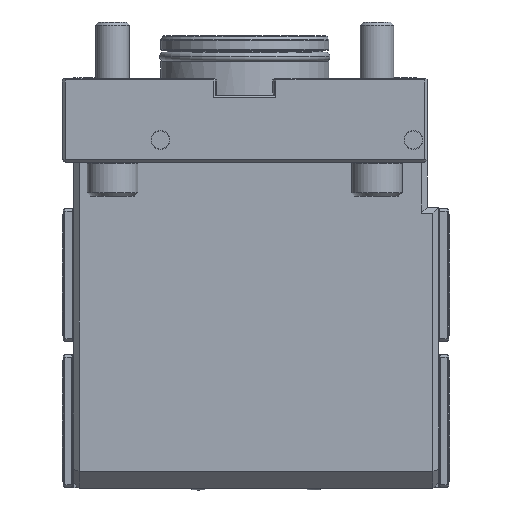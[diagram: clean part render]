
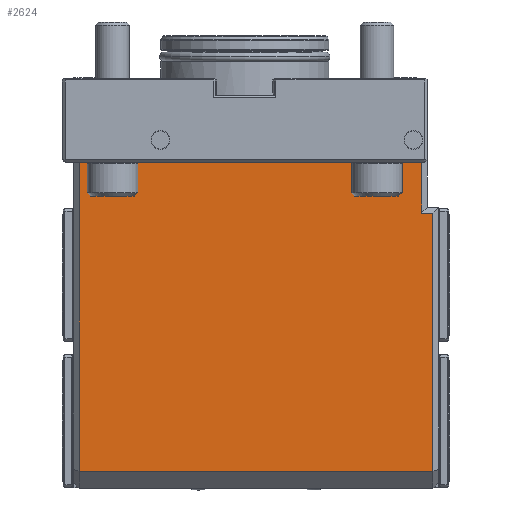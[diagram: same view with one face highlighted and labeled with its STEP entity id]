
A CAD part, front view. The second image highlights one B-rep face of the part: STEP entity #2624.
In plain terms, the highlighted planar face has unit normal (0, -1, 0).
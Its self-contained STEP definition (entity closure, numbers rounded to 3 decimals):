
#713=LINE('',#15597,#1433);
#720=LINE('',#15609,#1440);
#740=LINE('',#15657,#1460);
#757=LINE('',#15691,#1477);
#811=LINE('',#15830,#1531);
#812=LINE('',#15831,#1532);
#1433=VECTOR('',#11442,1.);
#1440=VECTOR('',#11451,1.);
#1460=VECTOR('',#11491,1.);
#1477=VECTOR('',#11528,1.);
#1531=VECTOR('',#11666,1.);
#1532=VECTOR('',#11667,1.);
#2624=ADVANCED_FACE('',(#3360),#2996,.F.);
#2996=PLANE('',#9399);
#3360=FACE_OUTER_BOUND('',#4043,.T.);
#4043=EDGE_LOOP('',(#6155,#6156,#6157,#6158,#6159,#6160));
#6155=ORIENTED_EDGE('',*,*,#8215,.T.);
#6156=ORIENTED_EDGE('',*,*,#8131,.T.);
#6157=ORIENTED_EDGE('',*,*,#8216,.T.);
#6158=ORIENTED_EDGE('',*,*,#8148,.T.);
#6159=ORIENTED_EDGE('',*,*,#8109,.T.);
#6160=ORIENTED_EDGE('',*,*,#8102,.T.);
#7047=VERTEX_POINT('',#15592);
#7049=VERTEX_POINT('',#15596);
#7050=VERTEX_POINT('',#15600);
#7068=VERTEX_POINT('',#15651);
#7071=VERTEX_POINT('',#15656);
#7079=VERTEX_POINT('',#15692);
#8102=EDGE_CURVE('',#7047,#7049,#713,.T.);
#8109=EDGE_CURVE('',#7050,#7047,#720,.T.);
#8131=EDGE_CURVE('',#7068,#7071,#740,.T.);
#8148=EDGE_CURVE('',#7079,#7050,#757,.T.);
#8215=EDGE_CURVE('',#7049,#7068,#811,.T.);
#8216=EDGE_CURVE('',#7071,#7079,#812,.T.);
#9399=AXIS2_PLACEMENT_3D('',#15832,#11668,#11669);
#11442=DIRECTION('',(0.,0.,-1.));
#11451=DIRECTION('',(-1.,0.,0.));
#11491=DIRECTION('',(0.,0.,1.));
#11528=DIRECTION('',(0.,0.,1.));
#11666=DIRECTION('',(1.,0.,0.));
#11667=DIRECTION('',(-1.,0.,0.));
#11668=DIRECTION('',(0.,1.,0.));
#11669=DIRECTION('',(0.,0.,1.));
#15592=CARTESIAN_POINT('',(-58.938,-31.968,-30.037));
#15596=CARTESIAN_POINT('',(-58.938,-31.968,-139.927));
#15597=CARTESIAN_POINT('',(-58.938,-31.968,-30.037));
#15600=CARTESIAN_POINT('',(62.94,-31.968,-30.037));
#15609=CARTESIAN_POINT('',(164.528,-31.968,-30.037));
#15651=CARTESIAN_POINT('',(66.936,-31.968,-139.927));
#15656=CARTESIAN_POINT('',(66.936,-31.968,-48.019));
#15657=CARTESIAN_POINT('',(66.936,-31.968,-30.037));
#15691=CARTESIAN_POINT('',(62.94,-31.968,-30.037));
#15692=CARTESIAN_POINT('',(62.94,-31.968,-48.019));
#15830=CARTESIAN_POINT('',(68.934,-31.968,-139.927));
#15831=CARTESIAN_POINT('',(164.528,-31.968,-48.019));
#15832=CARTESIAN_POINT('',(164.528,-31.968,-30.037));
